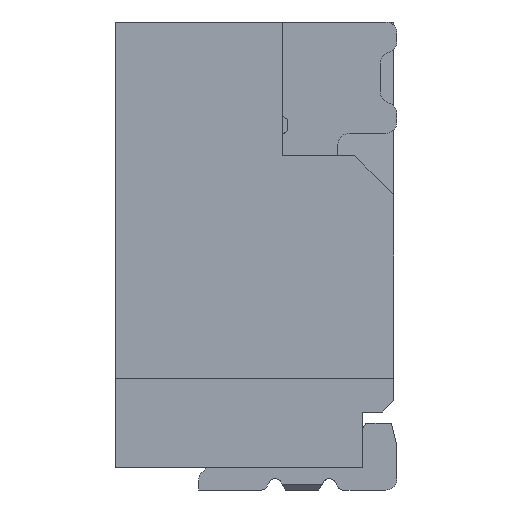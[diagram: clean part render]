
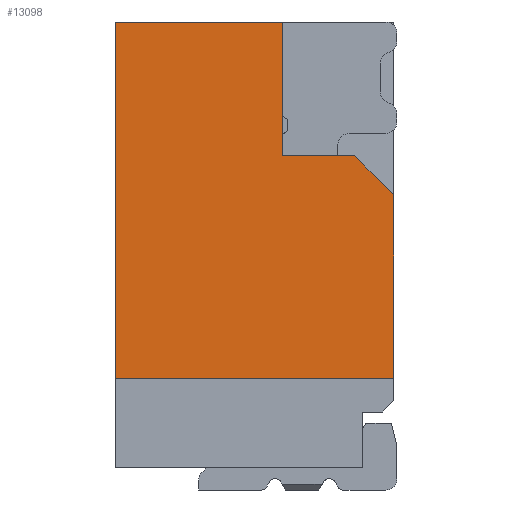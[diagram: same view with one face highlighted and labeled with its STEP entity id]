
A CAD part, left-side view. The second image highlights one B-rep face of the part: STEP entity #13098.
In plain terms, the highlighted planar face has unit normal (-1, 0, 0).
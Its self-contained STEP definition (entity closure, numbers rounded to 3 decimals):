
#1348=DIRECTION('',(0.,1.,0.));
#1349=VECTOR('',#1348,2.5);
#1350=CARTESIAN_POINT('',(-4.6,0.,-3.2));
#1351=LINE('8560',#1350,#1349);
#1352=DIRECTION('',(0.,0.,1.));
#1353=VECTOR('',#1352,3.2);
#1354=CARTESIAN_POINT('',(-4.6,2.5,-3.2));
#1355=LINE('8561',#1354,#1353);
#1356=DIRECTION('',(0.,-1.,0.));
#1357=VECTOR('',#1356,1.5);
#1358=CARTESIAN_POINT('',(-4.6,2.5,0.));
#1359=LINE('8562',#1358,#1357);
#1360=DIRECTION('',(0.,-0.707,-0.707));
#1361=VECTOR('',#1360,0.495);
#1362=CARTESIAN_POINT('',(-4.6,0.35,-1.2));
#1363=LINE('8563',#1362,#1361);
#1364=DIRECTION('',(0.,0.,-1.));
#1365=VECTOR('',#1364,1.65);
#1366=CARTESIAN_POINT('',(-4.6,0.,-1.55));
#1367=LINE('8564',#1366,#1365);
#1372=DIRECTION('',(0.,0.,1.));
#1373=VECTOR('',#1372,1.2);
#1374=CARTESIAN_POINT('',(-4.6,1.,-1.2));
#1375=LINE('8566',#1374,#1373);
#1942=DIRECTION('',(0.,1.,0.));
#1943=VECTOR('',#1942,0.65);
#1944=CARTESIAN_POINT('',(-4.6,0.35,-1.2));
#1945=LINE('8594',#1944,#1943);
#10182=CARTESIAN_POINT('',(-4.6,0.,-3.2));
#10183=VERTEX_POINT('',#10182);
#10190=CARTESIAN_POINT('',(-4.6,2.5,-3.2));
#10191=VERTEX_POINT('',#10190);
#10206=CARTESIAN_POINT('',(-4.6,2.5,0.));
#10207=VERTEX_POINT('',#10206);
#10874=CARTESIAN_POINT('',(-4.6,0.,-1.55));
#10875=VERTEX_POINT('',#10874);
#10876=CARTESIAN_POINT('',(-4.6,1.,0.));
#10877=VERTEX_POINT('',#10876);
#10878=CARTESIAN_POINT('',(-4.6,0.35,-1.2));
#10879=VERTEX_POINT('',#10878);
#10884=CARTESIAN_POINT('',(-4.6,1.,-1.2));
#10885=VERTEX_POINT('',#10884);
#13082=CARTESIAN_POINT('',(-4.6,1.25,-1.6));
#13083=DIRECTION('',(1.,0.,0.));
#13084=DIRECTION('',(0.,0.,1.));
#13085=AXIS2_PLACEMENT_3D('',#13082,#13083,#13084);
#13086=PLANE('9291',#13085);
#13087=ORIENTED_EDGE('8560',*,*,#11450,.T.);
#13088=ORIENTED_EDGE('8561',*,*,#11494,.T.);
#13089=ORIENTED_EDGE('8562',*,*,#11587,.T.);
#13091=ORIENTED_EDGE('8566',*,*,#13090,.F.);
#13093=ORIENTED_EDGE('8594',*,*,#13092,.F.);
#13094=ORIENTED_EDGE('8563',*,*,#13066,.T.);
#13095=ORIENTED_EDGE('8564',*,*,#11385,.T.);
#13096=EDGE_LOOP('9291',(#13087,#13088,#13089,#13091,#13093,#13094,#13095));
#13097=FACE_OUTER_BOUND('9291',#13096,.F.);
#11385=EDGE_CURVE('8564',#10875,#10183,#1367,.T.);
#11450=EDGE_CURVE('8560',#10183,#10191,#1351,.T.);
#11494=EDGE_CURVE('8561',#10191,#10207,#1355,.T.);
#11587=EDGE_CURVE('8562',#10207,#10877,#1359,.T.);
#13066=EDGE_CURVE('8563',#10879,#10875,#1363,.T.);
#13090=EDGE_CURVE('8566',#10885,#10877,#1375,.T.);
#13092=EDGE_CURVE('8594',#10879,#10885,#1945,.T.);
#13098=ADVANCED_FACE('9291',(#13097),#13086,.F.);
